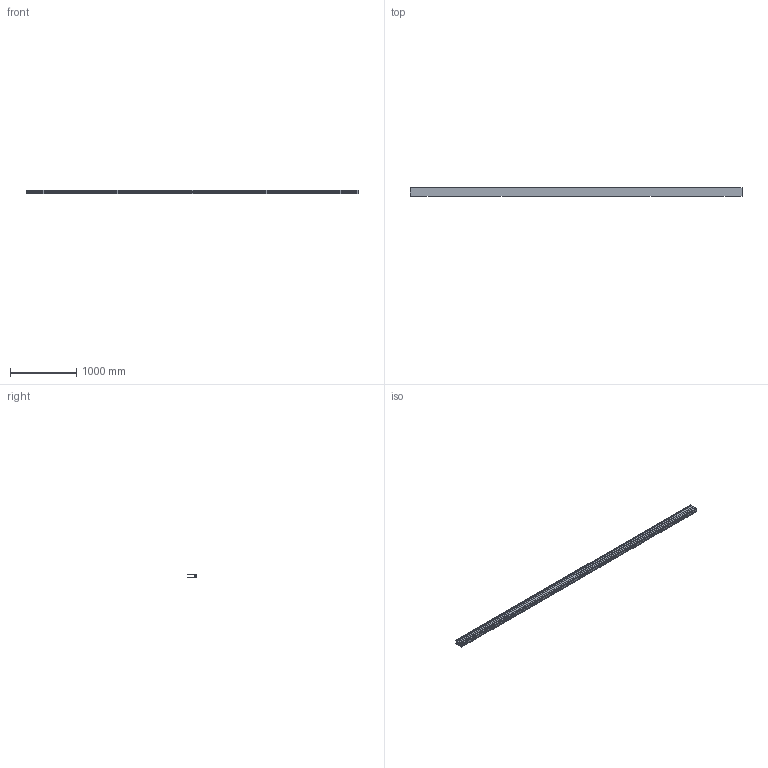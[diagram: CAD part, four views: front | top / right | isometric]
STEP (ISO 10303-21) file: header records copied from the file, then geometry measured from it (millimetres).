
FILE_DESCRIPTION (( 'STEP AP214' ), '1' );
FILE_NAME ('AL_0004-PRO-5000-S-E.STEP', '2023-03-24T08:50:09', ( '' ), ( '' ), 'SwSTEP 2.0', 'SolidWorks 2019', '' );
FILE_SCHEMA (( 'AUTOMOTIVE_DESIGN' ));
Length unit declared in the file: millimetre
Products named in the file (1): AL_0004-PRO-5000-S-E
Bounding box: 5000 x 130 x 60 mm (x, y, z)
Volume: 11348633.5 mm3; surface area: 5855560.8 mm2
Topology: 1 solids, 1 shells, 766 faces, 2442 edges, 1628 vertices
Faces by surface type: cylinder 572, plane 194
Entity records: 32474 total; most frequent: CARTESIAN_POINT 11887, ORIENTED_EDGE 4884, DIRECTION 3670, EDGE_CURVE 2442, VERTEX_POINT 1628, AXIS2_PLACEMENT_3D 1311, VECTOR 1048, LINE 1048
